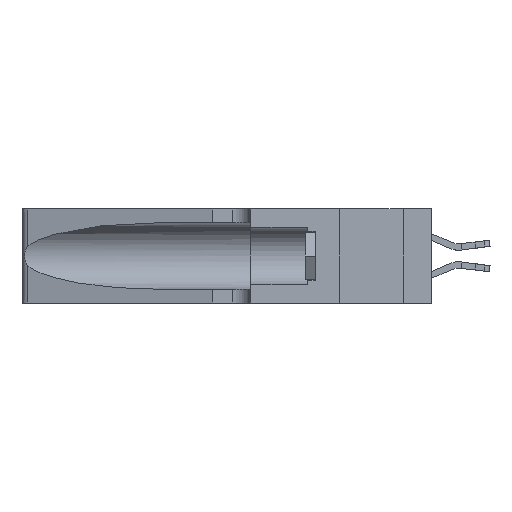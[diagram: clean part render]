
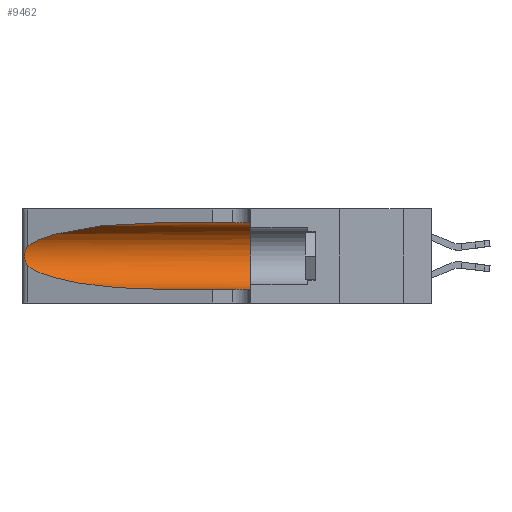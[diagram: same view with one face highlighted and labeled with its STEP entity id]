
A CAD part, left-side view. The second image highlights one B-rep face of the part: STEP entity #9462.
In plain terms, the highlighted cylindrical face has radius 3.308 mm (diameter 6.617 mm), a partial arc.
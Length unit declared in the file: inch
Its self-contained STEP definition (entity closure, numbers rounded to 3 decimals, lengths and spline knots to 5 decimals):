
#566 = CARTESIAN_POINT ( 'NONE',  ( 0.1305, 0.72297, 0.31525 ) ) ;
#956 = CYLINDRICAL_SURFACE ( 'NONE', #19740, 0.13025 ) ;
#1511 = CARTESIAN_POINT ( 'NONE',  ( 0.25555, 1.22993, 0.14849 ) ) ;
#1590 = ORIENTED_EDGE ( 'NONE', *, *, #7123, .F. ) ;
#1642 = VERTEX_POINT ( 'NONE', #29107 ) ;
#1966 = CARTESIAN_POINT ( 'NONE',  ( 0.25487, 1.22718, 0.14631 ) ) ;
#2764 = CARTESIAN_POINT ( 'NONE',  ( 0.2373, 1.15595, 0.28018 ) ) ;
#3114 = FACE_OUTER_BOUND ( 'NONE', #20167, .T. ) ;
#3311 = EDGE_CURVE ( 'NONE', #26954, #23836, #6420, .T. ) ;
#3726 = AXIS2_PLACEMENT_3D ( 'NONE', #17037, #14942, #19863 ) ;
#4323 = VECTOR ( 'NONE', #14257, 39.37008 ) ;
#4369 = ORIENTED_EDGE ( 'NONE', *, *, #3311, .T. ) ;
#4462 = CARTESIAN_POINT ( 'NONE',  ( 0.1305, 0.35, 0.05475 ) ) ;
#4510 = ORIENTED_EDGE ( 'NONE', *, *, #19935, .T. ) ;
#5227 = CARTESIAN_POINT ( 'NONE',  ( 0.18966, 0.96281, 0.31525 ) ) ;
#5898 = CARTESIAN_POINT ( 'NONE',  ( 0.26017, 1.23833, 0.17102 ) ) ;
#5905 = VERTEX_POINT ( 'NONE', #12900 ) ;
#6420 =( BOUNDED_CURVE ( )  B_SPLINE_CURVE ( 3, ( #8676, #10996, #11488, #17313 ),
 .UNSPECIFIED., .F., .F. ) 
 B_SPLINE_CURVE_WITH_KNOTS ( ( 4, 4 ),
 ( 3.44316, 4.71239 ),
 .UNSPECIFIED. ) 
 CURVE ( )  GEOMETRIC_REPRESENTATION_ITEM ( )  RATIONAL_B_SPLINE_CURVE ( ( 1., 0.87, 0.87, 1. ) ) 
 REPRESENTATION_ITEM ( '' )  );
#7123 = EDGE_CURVE ( 'NONE', #9598, #26124, #18451, .T. ) ;
#7339 =( BOUNDED_CURVE ( )  B_SPLINE_CURVE ( 3, ( #566, #5227, #2764, #16974 ),
 .UNSPECIFIED., .F., .F. ) 
 B_SPLINE_CURVE_WITH_KNOTS ( ( 4, 4 ),
 ( 1.5708, 2.84003 ),
 .UNSPECIFIED. ) 
 CURVE ( )  GEOMETRIC_REPRESENTATION_ITEM ( )  RATIONAL_B_SPLINE_CURVE ( ( 1., 0.87, 0.87, 1. ) ) 
 REPRESENTATION_ITEM ( '' )  );
#7522 = LINE ( 'NONE', #27730, #4323 ) ;
#8091 = DIRECTION ( 'NONE',  ( 0., 0., -1. ) ) ;
#8258 = B_SPLINE_CURVE_WITH_KNOTS ( 'NONE', 3,
 ( #22372, #24501, #10814, #19868, #22276, #8586, #13139, #15147, #5898, #28999, #10518, #26586, #1511, #15438 ),
 .UNSPECIFIED., .F., .F.,
 ( 4, 2, 2, 2, 2, 2, 4 ),
 ( 0., 0.00027, 0.00053, 0.00107, 0.0016, 0.00187, 0.00214 ),
 .UNSPECIFIED. ) ;
#8586 = CARTESIAN_POINT ( 'NONE',  ( 0.26018, 1.23835, 0.19895 ) ) ;
#8676 = CARTESIAN_POINT ( 'NONE',  ( 0.25487, 1.22718, 0.14631 ) ) ;
#9462 = ADVANCED_FACE ( 'NONE', ( #3114 ), #956, .F. ) ;
#9598 = VERTEX_POINT ( 'NONE', #17982 ) ;
#9673 = EDGE_CURVE ( 'NONE', #5905, #1642, #7339, .T. ) ;
#10518 = CARTESIAN_POINT ( 'NONE',  ( 0.25789, 1.23486, 0.15765 ) ) ;
#10814 = CARTESIAN_POINT ( 'NONE',  ( 0.25639, 1.23184, 0.21858 ) ) ;
#10996 = CARTESIAN_POINT ( 'NONE',  ( 0.2373, 1.15595, 0.08982 ) ) ;
#11375 = LINE ( 'NONE', #17885, #22885 ) ;
#11488 = CARTESIAN_POINT ( 'NONE',  ( 0.18966, 0.96281, 0.05475 ) ) ;
#12900 = CARTESIAN_POINT ( 'NONE',  ( 0.1305, 0.72297, 0.31525 ) ) ;
#13139 = CARTESIAN_POINT ( 'NONE',  ( 0.26075, 1.23896, 0.19203 ) ) ;
#13298 = DIRECTION ( 'NONE',  ( 0., -1., 0. ) ) ;
#13702 = ORIENTED_EDGE ( 'NONE', *, *, #24877, .T. ) ;
#14257 = DIRECTION ( 'NONE',  ( 0., -1., 0. ) ) ;
#14942 = DIRECTION ( 'NONE',  ( 0., 1., 0. ) ) ;
#15147 = CARTESIAN_POINT ( 'NONE',  ( 0.26075, 1.23896, 0.178 ) ) ;
#15438 = CARTESIAN_POINT ( 'NONE',  ( 0.25487, 1.22718, 0.14631 ) ) ;
#16974 = CARTESIAN_POINT ( 'NONE',  ( 0.25487, 1.22718, 0.22369 ) ) ;
#17037 = CARTESIAN_POINT ( 'NONE',  ( 0.1305, 0.35, 0.185 ) ) ;
#17313 = CARTESIAN_POINT ( 'NONE',  ( 0.1305, 0.72297, 0.05475 ) ) ;
#17885 = CARTESIAN_POINT ( 'NONE',  ( 0.1305, 1.61858, 0.31525 ) ) ;
#17982 = CARTESIAN_POINT ( 'NONE',  ( 0.1305, 0.35, 0.31525 ) ) ;
#18451 = CIRCLE ( 'NONE', #3726, 0.13025 ) ;
#19441 = CARTESIAN_POINT ( 'NONE',  ( 0.1305, 0.72297, 0.05475 ) ) ;
#19595 = CARTESIAN_POINT ( 'NONE',  ( 0.1305, 1.61858, 0.185 ) ) ;
#19740 = AXIS2_PLACEMENT_3D ( 'NONE', #19595, #29092, #8091 ) ;
#19863 = DIRECTION ( 'NONE',  ( 0., 0., 1. ) ) ;
#19868 = CARTESIAN_POINT ( 'NONE',  ( 0.25787, 1.23484, 0.2124 ) ) ;
#19935 = EDGE_CURVE ( 'NONE', #1642, #26954, #8258, .T. ) ;
#20167 = EDGE_LOOP ( 'NONE', ( #22082, #4510, #4369, #13702, #1590, #22556 ) ) ;
#22082 = ORIENTED_EDGE ( 'NONE', *, *, #9673, .T. ) ;
#22276 = CARTESIAN_POINT ( 'NONE',  ( 0.25854, 1.2359, 0.20912 ) ) ;
#22372 = CARTESIAN_POINT ( 'NONE',  ( 0.25487, 1.22718, 0.22369 ) ) ;
#22556 = ORIENTED_EDGE ( 'NONE', *, *, #26760, .F. ) ;
#22885 = VECTOR ( 'NONE', #13298, 39.37008 ) ;
#23836 = VERTEX_POINT ( 'NONE', #19441 ) ;
#24501 = CARTESIAN_POINT ( 'NONE',  ( 0.25555, 1.22994, 0.2215 ) ) ;
#24877 = EDGE_CURVE ( 'NONE', #23836, #26124, #7522, .T. ) ;
#26124 = VERTEX_POINT ( 'NONE', #4462 ) ;
#26586 = CARTESIAN_POINT ( 'NONE',  ( 0.25639, 1.23186, 0.15144 ) ) ;
#26760 = EDGE_CURVE ( 'NONE', #5905, #9598, #11375, .T. ) ;
#26954 = VERTEX_POINT ( 'NONE', #1966 ) ;
#27730 = CARTESIAN_POINT ( 'NONE',  ( 0.1305, 1.61858, 0.05475 ) ) ;
#28999 = CARTESIAN_POINT ( 'NONE',  ( 0.25856, 1.23593, 0.16098 ) ) ;
#29092 = DIRECTION ( 'NONE',  ( 0., -1., 0. ) ) ;
#29107 = CARTESIAN_POINT ( 'NONE',  ( 0.25487, 1.22718, 0.22369 ) ) ;
